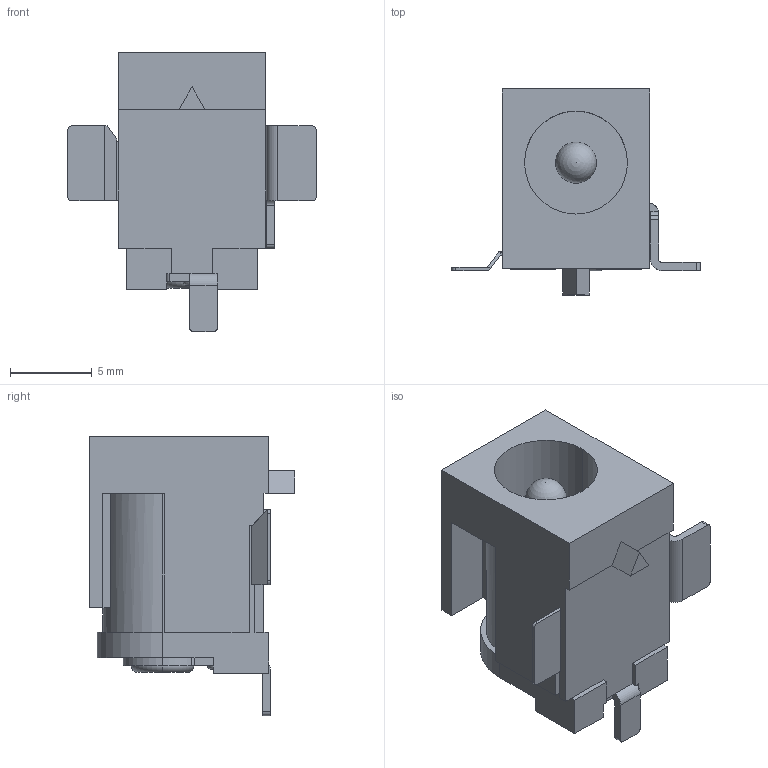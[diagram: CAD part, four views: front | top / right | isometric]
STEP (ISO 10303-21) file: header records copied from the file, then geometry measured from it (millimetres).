
FILE_DESCRIPTION (( 'STEP AP214' ), '1' );
FILE_NAME ('CUI_DEVICES_PJ-036BH-SMT-TR.step', '2019-10-20T23:22:16', ( '' ), ( '' ), 'SwSTEP 2.0', 'SolidWorks 2019', '' );
FILE_SCHEMA (( 'AUTOMOTIVE_DESIGN' ));
Length unit declared in the file: inch
Products named in the file (1): CUI_DEVICES_PJ-036BH-SMT-TR
Bounding box: 15.2 x 12.6 x 17.1 mm (x, y, z)
Volume: 989.4 mm3; surface area: 1286.6 mm2
Topology: 4 solids, 4 shells, 120 faces, 318 edges, 209 vertices
Faces by surface type: plane 85, cylinder 30, torus 4, sphere 1
Entity records: 5292 total; most frequent: CARTESIAN_POINT 657, ORIENTED_EDGE 632, DIRECTION 630, EDGE_CURVE 316, LINE 240, VECTOR 240, VERTEX_POINT 208, AXIS2_PLACEMENT_3D 195
